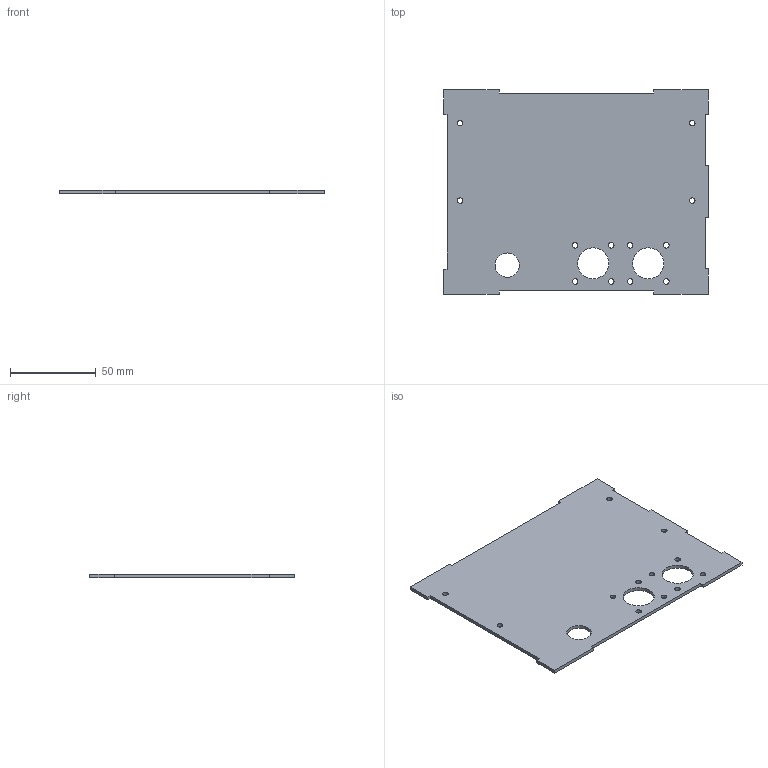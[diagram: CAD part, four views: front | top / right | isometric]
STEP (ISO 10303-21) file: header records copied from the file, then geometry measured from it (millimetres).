
FILE_DESCRIPTION(('CATIA V5 STEP Exchange','CAx-IF Rec.Pracs.--- Model Styling and Organization---1.5--- 2016-08-15','CAx-IF Rec.Pracs.---Supplemental Geometry---1.0---2011-11-01','CAx-IF Rec.Pracs.--- Composite Materials ---3.4---2017-06-13','CAx-IF Rec.Pracs.---Tessellated 3D Geometry---1.0---2015-12-17'),'2;1');
FILE_NAME('upper_plate_v2.stp','2025-07-23T18:08:37+00:00',('none'),('none'),'CATIA Version 5-6 Release 2023','CATIA V5 STEP AP242 v2','none');
FILE_SCHEMA(('AP242_MANAGED_MODEL_BASED_3D_ENGINEERING_MIM_LF {1 0 10303 442 1 1 4}'));
Length unit declared in the file: millimetre
Products named in the file (1): upper_plate_v2
Bounding box: 154 x 119 x 2 mm (x, y, z)
Volume: 33813.4 mm3; surface area: 35566.5 mm2
Topology: 1 solids, 2 shells, 57 faces, 167 edges, 115 vertices
Faces by surface type: cylinder 30, plane 27
Entity records: 1858 total; most frequent: ORIENTED_EDGE 328, CARTESIAN_POINT 319, DIRECTION 239, EDGE_CURVE 166, VERTEX_POINT 112, VECTOR 107, LINE 107, AXIS2_PLACEMENT_3D 97
